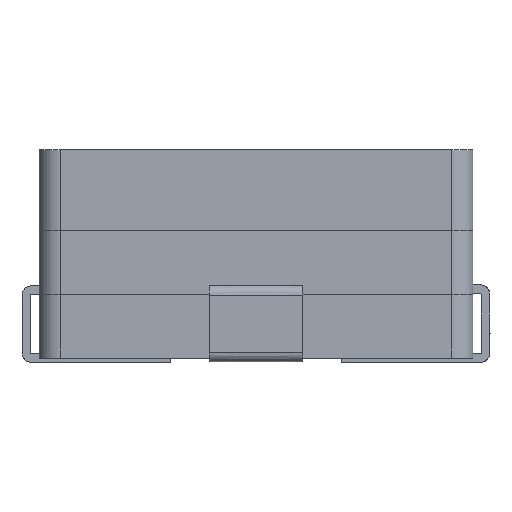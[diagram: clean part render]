
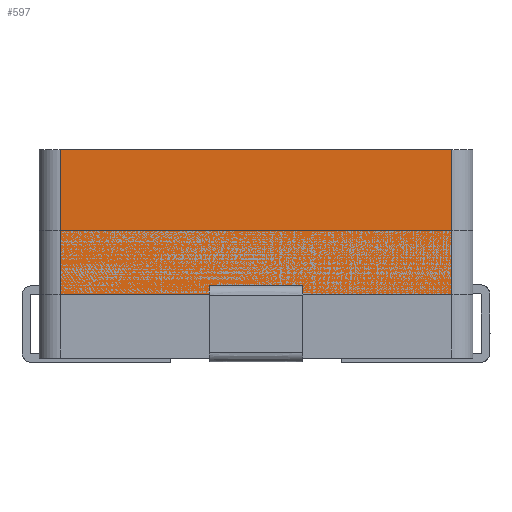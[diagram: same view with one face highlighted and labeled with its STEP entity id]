
A CAD part, left-side view. The second image highlights one B-rep face of the part: STEP entity #597.
In plain terms, the highlighted planar face has unit normal (-1, 0, 0).
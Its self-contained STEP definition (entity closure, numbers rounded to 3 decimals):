
#597 = ADVANCED_FACE( '', ( #1214 ), #1215, .F. );
#1214 = FACE_OUTER_BOUND( '', #1871, .T. );
#1215 = PLANE( '', #1872 );
#1871 = EDGE_LOOP( '', ( #3901, #3902, #3903, #3904 ) );
#1872 = AXIS2_PLACEMENT_3D( '', #3905, #3906, #3907 );
#3901 = ORIENTED_EDGE( '', *, *, #4827, .T. );
#3902 = ORIENTED_EDGE( '', *, *, #4275, .F. );
#3903 = ORIENTED_EDGE( '', *, *, #4616, .F. );
#3904 = ORIENTED_EDGE( '', *, *, #4848, .T. );
#3905 = CARTESIAN_POINT( '', ( -5.1, 4.6, 3.4 ) );
#3906 = DIRECTION( '', ( 1., 0., 0. ) );
#3907 = DIRECTION( '', ( 0., 0., -1. ) );
#4275 = EDGE_CURVE( '', #6195, #6190, #6197, .T. );
#4616 = EDGE_CURVE( '', #6746, #6195, #6748, .T. );
#4827 = EDGE_CURVE( '', #7011, #6190, #7012, .T. );
#4848 = EDGE_CURVE( '', #6746, #7011, #7033, .T. );
#6190 = VERTEX_POINT( '', #7831 );
#6195 = VERTEX_POINT( '', #7837 );
#6197 = LINE( '', #7839, #7840 );
#6746 = VERTEX_POINT( '', #9152 );
#6748 = LINE( '', #9154, #9155 );
#7011 = VERTEX_POINT( '', #9854 );
#7012 = LINE( '', #9855, #9856 );
#7033 = LINE( '', #9889, #9890 );
#7831 = CARTESIAN_POINT( '', ( -5.1, -4.6, 0. ) );
#7837 = CARTESIAN_POINT( '', ( -5.1, -4.6, 3.4 ) );
#7839 = CARTESIAN_POINT( '', ( -5.1, -4.6, 3.4 ) );
#7840 = VECTOR( '', #10152, 1000. );
#9152 = CARTESIAN_POINT( '', ( -5.1, 4.6, 3.4 ) );
#9154 = CARTESIAN_POINT( '', ( -5.1, 4.6, 3.4 ) );
#9155 = VECTOR( '', #10314, 1000. );
#9854 = CARTESIAN_POINT( '', ( -5.1, 4.6, 0. ) );
#9855 = CARTESIAN_POINT( '', ( -5.1, 4.6, 0. ) );
#9856 = VECTOR( '', #10389, 1000. );
#9889 = CARTESIAN_POINT( '', ( -5.1, 4.6, 3.4 ) );
#9890 = VECTOR( '', #10396, 1000. );
#10152 = DIRECTION( '', ( 0., 0., -1. ) );
#10314 = DIRECTION( '', ( 0., -1., 0. ) );
#10389 = DIRECTION( '', ( 0., -1., 0. ) );
#10396 = DIRECTION( '', ( 0., 0., -1. ) );
